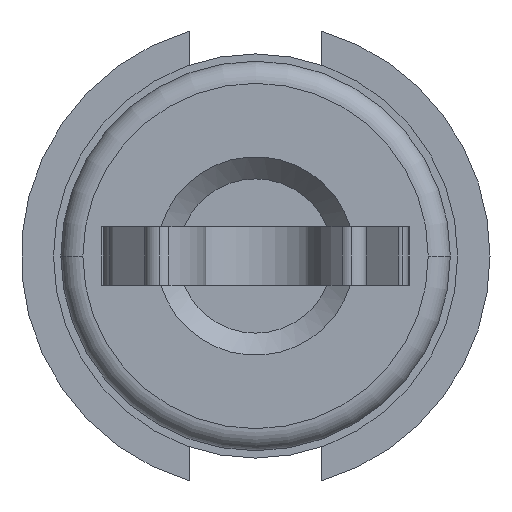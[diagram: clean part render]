
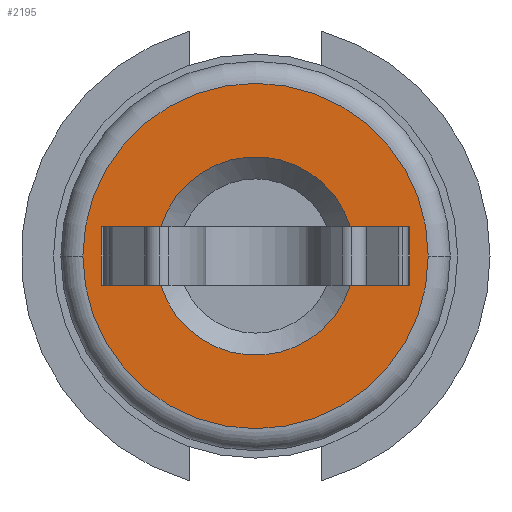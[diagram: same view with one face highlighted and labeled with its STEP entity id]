
A CAD part, left-side view. The second image highlights one B-rep face of the part: STEP entity #2195.
In plain terms, the highlighted planar face has unit normal (-1, 0, 0).
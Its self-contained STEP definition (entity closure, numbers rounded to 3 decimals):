
#43 = LINE ( 'NONE', #801, #53 ) ;
#53 = VECTOR ( 'NONE', #1574, 1000. ) ;
#101 = VECTOR ( 'NONE', #1341, 1000. ) ;
#105 = CIRCLE ( 'NONE', #1647, 1.35 ) ;
#148 = CARTESIAN_POINT ( 'NONE',  ( 0., -0.971, -0.4 ) ) ;
#151 = VERTEX_POINT ( 'NONE', #1433 ) ;
#293 = ORIENTED_EDGE ( 'NONE', *, *, #2050, .T. ) ;
#330 = AXIS2_PLACEMENT_3D ( 'NONE', #2456, #405, #691 ) ;
#353 = LINE ( 'NONE', #2608, #1594 ) ;
#372 = DIRECTION ( 'NONE',  ( -1., 0., 0. ) ) ;
#375 = CIRCLE ( 'NONE', #330, 2.35 ) ;
#405 = DIRECTION ( 'NONE',  ( -1., 0., 0. ) ) ;
#430 = CARTESIAN_POINT ( 'NONE',  ( 0., 2.1, -0.4 ) ) ;
#449 = VERTEX_POINT ( 'NONE', #1057 ) ;
#450 = CARTESIAN_POINT ( 'NONE',  ( 0., 2.1, 0.4 ) ) ;
#488 = EDGE_LOOP ( 'NONE', ( #293, #1726 ) ) ;
#497 = VECTOR ( 'NONE', #1390, 1000. ) ;
#627 = LINE ( 'NONE', #1653, #101 ) ;
#630 = VERTEX_POINT ( 'NONE', #430 ) ;
#648 = ORIENTED_EDGE ( 'NONE', *, *, #1628, .F. ) ;
#660 = CARTESIAN_POINT ( 'NONE',  ( 0., -2.1, -0.4 ) ) ;
#691 = DIRECTION ( 'NONE',  ( 0., -1., 0. ) ) ;
#693 = LINE ( 'NONE', #2731, #1379 ) ;
#710 = EDGE_LOOP ( 'NONE', ( #2759, #3153, #2264, #3236, #1877, #1013, #2055, #648 ) ) ;
#730 = FACE_BOUND ( 'NONE', #710, .T. ) ;
#801 = CARTESIAN_POINT ( 'NONE',  ( 0., 0.971, 0.4 ) ) ;
#818 = VERTEX_POINT ( 'NONE', #990 ) ;
#906 = CARTESIAN_POINT ( 'NONE',  ( 0., -2.1, 0.4 ) ) ;
#983 = CARTESIAN_POINT ( 'NONE',  ( 0., 2.35, 0. ) ) ;
#990 = CARTESIAN_POINT ( 'NONE',  ( 0., -1.289, -0.4 ) ) ;
#1008 = EDGE_CURVE ( 'NONE', #818, #2008, #2139, .T. ) ;
#1013 = ORIENTED_EDGE ( 'NONE', *, *, #3043, .T. ) ;
#1057 = CARTESIAN_POINT ( 'NONE',  ( 0., 2.35, 0. ) ) ;
#1119 = CARTESIAN_POINT ( 'NONE',  ( 0., -2.35, 0. ) ) ;
#1180 = CARTESIAN_POINT ( 'NONE',  ( 0., 2.1, -0.4 ) ) ;
#1301 = CIRCLE ( 'NONE', #3160, 1.35 ) ;
#1341 = DIRECTION ( 'NONE',  ( 0., 0., 1. ) ) ;
#1365 = CARTESIAN_POINT ( 'NONE',  ( 0., 0., 0. ) ) ;
#1377 = DIRECTION ( 'NONE',  ( 1., 0., 0. ) ) ;
#1379 = VECTOR ( 'NONE', #1733, 1000. ) ;
#1390 = DIRECTION ( 'NONE',  ( 0., -1., 0. ) ) ;
#1397 = AXIS2_PLACEMENT_3D ( 'NONE', #1365, #372, #2158 ) ;
#1433 = CARTESIAN_POINT ( 'NONE',  ( 0., 1.289, 0.4 ) ) ;
#1435 = DIRECTION ( 'NONE',  ( 1., 0., 0. ) ) ;
#1500 = DIRECTION ( 'NONE',  ( 1., 0., 0. ) ) ;
#1516 = EDGE_CURVE ( 'NONE', #151, #1988, #43, .T. ) ;
#1566 = VECTOR ( 'NONE', #1627, 1000. ) ;
#1574 = DIRECTION ( 'NONE',  ( 0., 1., 0. ) ) ;
#1594 = VECTOR ( 'NONE', #1892, 1000. ) ;
#1595 = EDGE_CURVE ( 'NONE', #2087, #2743, #353, .T. ) ;
#1627 = DIRECTION ( 'NONE',  ( 0., -1., 0. ) ) ;
#1628 = EDGE_CURVE ( 'NONE', #2008, #2087, #627, .T. ) ;
#1647 = AXIS2_PLACEMENT_3D ( 'NONE', #2690, #1435, #1933 ) ;
#1653 = CARTESIAN_POINT ( 'NONE',  ( 0., -2.1, -0.4 ) ) ;
#1726 = ORIENTED_EDGE ( 'NONE', *, *, #3118, .T. ) ;
#1733 = DIRECTION ( 'NONE',  ( 0., 0., -1. ) ) ;
#1742 = EDGE_CURVE ( 'NONE', #818, #2026, #105, .T. ) ;
#1877 = ORIENTED_EDGE ( 'NONE', *, *, #1516, .F. ) ;
#1892 = DIRECTION ( 'NONE',  ( 0., 1., 0. ) ) ;
#1933 = DIRECTION ( 'NONE',  ( 0., 1., 0. ) ) ;
#1977 = AXIS2_PLACEMENT_3D ( 'NONE', #983, #1500, #2512 ) ;
#1988 = VERTEX_POINT ( 'NONE', #450 ) ;
#2008 = VERTEX_POINT ( 'NONE', #660 ) ;
#2026 = VERTEX_POINT ( 'NONE', #3253 ) ;
#2050 = EDGE_CURVE ( 'NONE', #3030, #449, #375, .T. ) ;
#2055 = ORIENTED_EDGE ( 'NONE', *, *, #1595, .F. ) ;
#2087 = VERTEX_POINT ( 'NONE', #906 ) ;
#2124 = CARTESIAN_POINT ( 'NONE',  ( 0., 0., 0. ) ) ;
#2139 = LINE ( 'NONE', #148, #1566 ) ;
#2158 = DIRECTION ( 'NONE',  ( 0., -1., 0. ) ) ;
#2195 = ADVANCED_FACE ( 'NONE', ( #730, #2565 ), #2764, .F. ) ;
#2264 = ORIENTED_EDGE ( 'NONE', *, *, #2551, .F. ) ;
#2392 = DIRECTION ( 'NONE',  ( 0., 1., 0. ) ) ;
#2456 = CARTESIAN_POINT ( 'NONE',  ( 0., 0., 0. ) ) ;
#2512 = DIRECTION ( 'NONE',  ( 0., 1., 0. ) ) ;
#2551 = EDGE_CURVE ( 'NONE', #630, #2026, #3212, .T. ) ;
#2565 = FACE_OUTER_BOUND ( 'NONE', #488, .T. ) ;
#2608 = CARTESIAN_POINT ( 'NONE',  ( 0., -2.1, 0.4 ) ) ;
#2690 = CARTESIAN_POINT ( 'NONE',  ( 0., 0., 0. ) ) ;
#2731 = CARTESIAN_POINT ( 'NONE',  ( 0., 2.1, 0. ) ) ;
#2743 = VERTEX_POINT ( 'NONE', #3059 ) ;
#2759 = ORIENTED_EDGE ( 'NONE', *, *, #1008, .F. ) ;
#2764 = PLANE ( 'NONE',  #1977 ) ;
#2836 = CIRCLE ( 'NONE', #1397, 2.35 ) ;
#3030 = VERTEX_POINT ( 'NONE', #1119 ) ;
#3043 = EDGE_CURVE ( 'NONE', #151, #2743, #1301, .T. ) ;
#3059 = CARTESIAN_POINT ( 'NONE',  ( 0., -1.289, 0.4 ) ) ;
#3118 = EDGE_CURVE ( 'NONE', #449, #3030, #2836, .T. ) ;
#3153 = ORIENTED_EDGE ( 'NONE', *, *, #1742, .T. ) ;
#3160 = AXIS2_PLACEMENT_3D ( 'NONE', #2124, #1377, #2392 ) ;
#3212 = LINE ( 'NONE', #1180, #497 ) ;
#3236 = ORIENTED_EDGE ( 'NONE', *, *, #3280, .F. ) ;
#3253 = CARTESIAN_POINT ( 'NONE',  ( 0., 1.289, -0.4 ) ) ;
#3280 = EDGE_CURVE ( 'NONE', #1988, #630, #693, .T. ) ;
